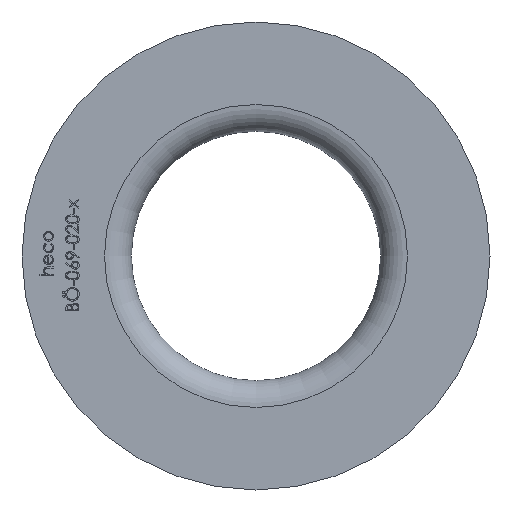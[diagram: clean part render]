
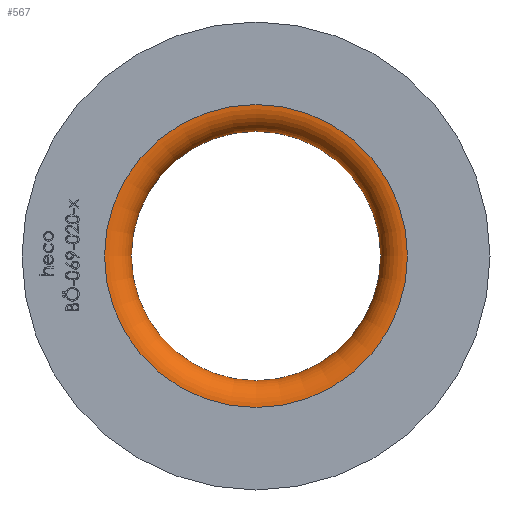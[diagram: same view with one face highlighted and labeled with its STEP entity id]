
A CAD part, left-side view. The second image highlights one B-rep face of the part: STEP entity #567.
In plain terms, the highlighted toroidal (fillet/blend) face has major radius 39.5 mm and minor radius 7 mm.
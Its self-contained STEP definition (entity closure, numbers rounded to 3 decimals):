
#567 = ADVANCED_FACE ( 'NONE', ( #8891, #4108 ), #7532, .T. ) ;
#2543 = AXIS2_PLACEMENT_3D ( 'NONE', #11406, #13588, #15004 ) ;
#3177 = CARTESIAN_POINT ( 'NONE',  ( 0., 0., 39.5 ) ) ;
#3798 = EDGE_CURVE ( 'NONE', #9679, #9679, #4813, .T. ) ;
#4108 = FACE_OUTER_BOUND ( 'NONE', #9694, .T. ) ;
#4803 = CIRCLE ( 'NONE', #7569, 39.5 ) ;
#4813 = CIRCLE ( 'NONE', #11080, 32.5 ) ;
#6395 = CARTESIAN_POINT ( 'NONE',  ( 7., 0., 32.5 ) ) ;
#6919 = ORIENTED_EDGE ( 'NONE', *, *, #3798, .F. ) ;
#7532 = TOROIDAL_SURFACE ( 'NONE', #2543, 39.5, 7. ) ;
#7569 = AXIS2_PLACEMENT_3D ( 'NONE', #13609, #10336, #11276 ) ;
#8117 = EDGE_CURVE ( 'NONE', #13806, #13806, #4803, .T. ) ;
#8396 = CARTESIAN_POINT ( 'NONE',  ( 7., 0., 0. ) ) ;
#8891 = FACE_OUTER_BOUND ( 'NONE', #14245, .T. ) ;
#9679 = VERTEX_POINT ( 'NONE', #6395 ) ;
#9694 = EDGE_LOOP ( 'NONE', ( #9880 ) ) ;
#9880 = ORIENTED_EDGE ( 'NONE', *, *, #8117, .T. ) ;
#10336 = DIRECTION ( 'NONE',  ( -1., 0., 0. ) ) ;
#11080 = AXIS2_PLACEMENT_3D ( 'NONE', #8396, #14107, #13075 ) ;
#11276 = DIRECTION ( 'NONE',  ( 0., 0., 1. ) ) ;
#11406 = CARTESIAN_POINT ( 'NONE',  ( 7., 0., 0. ) ) ;
#13075 = DIRECTION ( 'NONE',  ( 0., 0., 1. ) ) ;
#13588 = DIRECTION ( 'NONE',  ( -1., 0., 0. ) ) ;
#13609 = CARTESIAN_POINT ( 'NONE',  ( 0., 0., 0. ) ) ;
#13806 = VERTEX_POINT ( 'NONE', #3177 ) ;
#14107 = DIRECTION ( 'NONE',  ( -1., 0., 0. ) ) ;
#14245 = EDGE_LOOP ( 'NONE', ( #6919 ) ) ;
#15004 = DIRECTION ( 'NONE',  ( 0., 0., 1. ) ) ;
